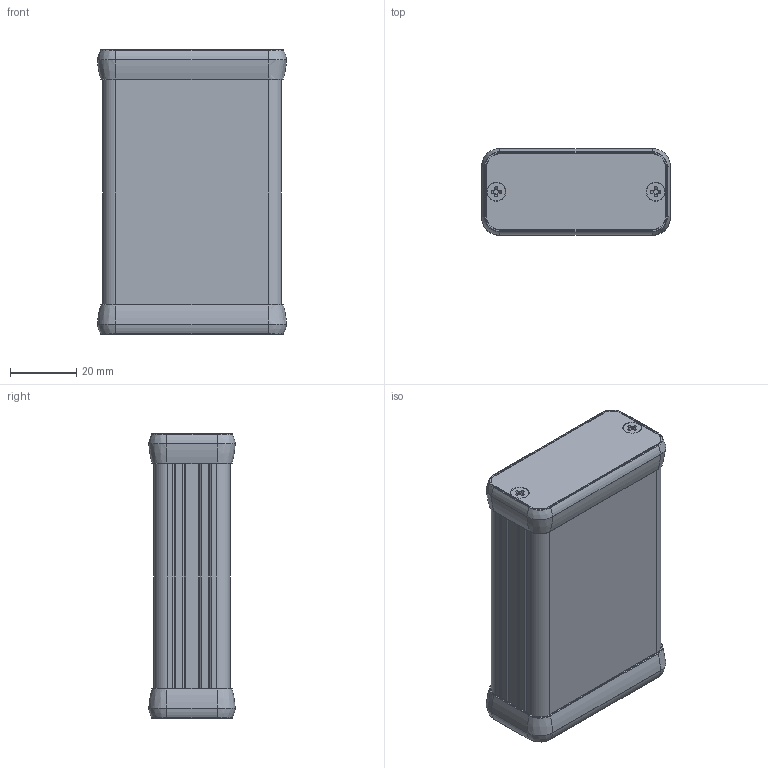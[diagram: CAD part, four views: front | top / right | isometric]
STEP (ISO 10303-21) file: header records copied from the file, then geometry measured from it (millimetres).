
FILE_DESCRIPTION((''),'2;1');
FILE_NAME('STEP''s\1455C801.stp','2013-07-23T13:33:22',('tfoster'),(''),'Autodesk Inventor 2013','Autodesk Inventor 2013','');
FILE_SCHEMA(('AUTOMOTIVE_DESIGN { 1 0 10303 214 1 1 1 1 }'));
Products named in the file (5): 1455C801; C Extrusion 80mm; C Bezel Open; C End Plate; 1455 screw
Assembly tree (9 placements, depth 2):
  1455C801
    C Extrusion 80mm
    C Bezel Open  x2
    C End Plate  x2
    1455 screw  x4
Bounding box: 57.13 x 26.13 x 86 mm (x, y, z)
Volume: 28081.1 mm3; surface area: 40111.4 mm2
Topology: 9 solids, 9 shells, 354 faces, 916 edges, 588 vertices
Faces by surface type: plane 156, cylinder 126, cone 32, torus 24, bspline 16
Full cylindrical faces by diameter (mm): 3.5 x12
Entity records: 6878 total; most frequent: CARTESIAN_POINT 1360, DIRECTION 1172, ORIENTED_EDGE 1096, EDGE_CURVE 548, AXIS2_PLACEMENT_3D 416, VERTEX_POINT 360, VECTOR 340, LINE 340
